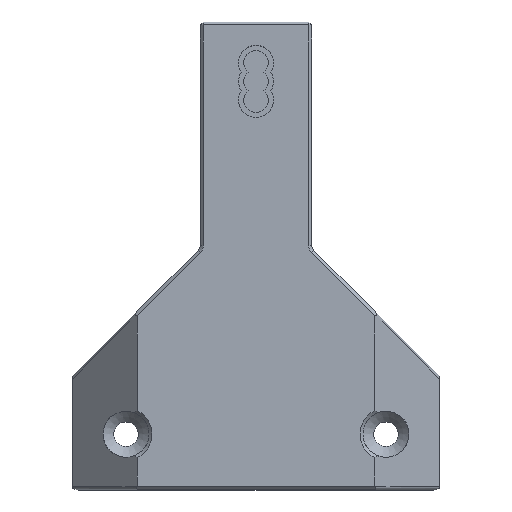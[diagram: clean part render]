
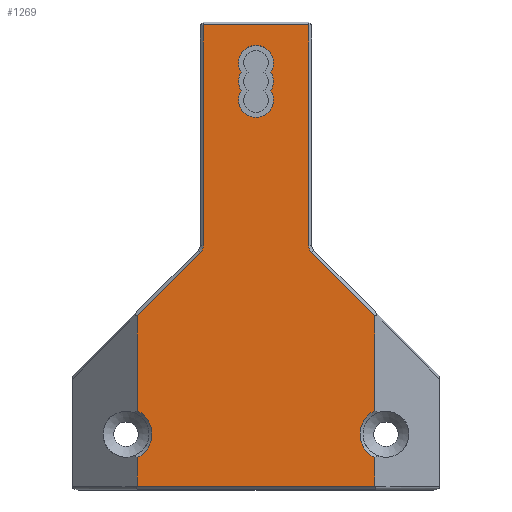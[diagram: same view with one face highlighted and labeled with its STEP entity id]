
A CAD part, top view. The second image highlights one B-rep face of the part: STEP entity #1269.
In plain terms, the highlighted planar face has unit normal (0, 0, 1).
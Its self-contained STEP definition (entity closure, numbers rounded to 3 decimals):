
#17=FACE_BOUND('',#197,.T.);
#59=PLANE('',#1393);
#118=FACE_OUTER_BOUND('',#196,.T.);
#196=EDGE_LOOP('',(#1036,#1037,#1038,#1039,#1040,#1041,#1042,#1043,#1044,
#1045,#1046,#1047,#1048,#1049,#1050,#1051));
#197=EDGE_LOOP('',(#1052,#1053,#1054,#1055));
#248=ELLIPSE('',#1371,0.707,0.5);
#252=ELLIPSE('',#1377,0.707,0.5);
#268=CIRCLE('',#1391,3.5);
#270=CIRCLE('',#1394,3.5);
#271=CIRCLE('',#1395,1.4);
#272=CIRCLE('',#1396,1.4);
#273=CIRCLE('',#1397,2.35);
#274=CIRCLE('',#1398,2.35);
#275=CIRCLE('',#1399,2.35);
#276=CIRCLE('',#1400,2.35);
#353=LINE('',#1998,#477);
#354=LINE('',#2009,#478);
#359=LINE('',#2026,#483);
#364=LINE('',#2036,#488);
#365=LINE('',#2049,#489);
#378=LINE('',#2103,#502);
#379=LINE('',#2106,#503);
#380=LINE('',#2110,#504);
#381=LINE('',#2112,#505);
#382=LINE('',#2114,#506);
#477=VECTOR('',#1592,10.);
#478=VECTOR('',#1595,10.);
#483=VECTOR('',#1610,10.);
#488=VECTOR('',#1617,10.);
#489=VECTOR('',#1622,10.);
#502=VECTOR('',#1687,10.);
#503=VECTOR('',#1690,10.);
#504=VECTOR('',#1693,10.);
#505=VECTOR('',#1694,10.);
#506=VECTOR('',#1695,10.);
#591=VERTEX_POINT('',#1995);
#592=VERTEX_POINT('',#1997);
#594=VERTEX_POINT('',#2004);
#595=VERTEX_POINT('',#2008);
#601=VERTEX_POINT('',#2023);
#602=VERTEX_POINT('',#2025);
#605=VERTEX_POINT('',#2033);
#606=VERTEX_POINT('',#2035);
#610=VERTEX_POINT('',#2045);
#614=VERTEX_POINT('',#2059);
#618=VERTEX_POINT('',#2072);
#626=VERTEX_POINT('',#2105);
#627=VERTEX_POINT('',#2107);
#628=VERTEX_POINT('',#2109);
#629=VERTEX_POINT('',#2111);
#630=VERTEX_POINT('',#2113);
#631=VERTEX_POINT('',#2116);
#632=VERTEX_POINT('',#2117);
#633=VERTEX_POINT('',#2119);
#634=VERTEX_POINT('',#2121);
#726=EDGE_CURVE('',#591,#592,#353,.T.);
#730=EDGE_CURVE('',#594,#595,#354,.T.);
#738=EDGE_CURVE('',#601,#602,#359,.T.);
#743=EDGE_CURVE('',#605,#606,#364,.T.);
#748=EDGE_CURVE('',#610,#601,#365,.T.);
#753=EDGE_CURVE('',#614,#605,#248,.T.);
#760=EDGE_CURVE('',#595,#618,#252,.T.);
#774=EDGE_CURVE('',#606,#610,#268,.T.);
#776=EDGE_CURVE('',#618,#614,#378,.T.);
#777=EDGE_CURVE('',#592,#594,#270,.T.);
#778=EDGE_CURVE('',#626,#591,#379,.T.);
#779=EDGE_CURVE('',#627,#626,#271,.T.);
#780=EDGE_CURVE('',#628,#627,#380,.T.);
#781=EDGE_CURVE('',#629,#628,#381,.T.);
#782=EDGE_CURVE('',#630,#629,#382,.T.);
#783=EDGE_CURVE('',#602,#630,#272,.T.);
#784=EDGE_CURVE('',#631,#632,#273,.T.);
#785=EDGE_CURVE('',#632,#633,#274,.T.);
#786=EDGE_CURVE('',#633,#634,#275,.T.);
#787=EDGE_CURVE('',#634,#631,#276,.T.);
#1036=ORIENTED_EDGE('',*,*,#753,.F.);
#1037=ORIENTED_EDGE('',*,*,#776,.F.);
#1038=ORIENTED_EDGE('',*,*,#760,.F.);
#1039=ORIENTED_EDGE('',*,*,#730,.F.);
#1040=ORIENTED_EDGE('',*,*,#777,.F.);
#1041=ORIENTED_EDGE('',*,*,#726,.F.);
#1042=ORIENTED_EDGE('',*,*,#778,.F.);
#1043=ORIENTED_EDGE('',*,*,#779,.F.);
#1044=ORIENTED_EDGE('',*,*,#780,.F.);
#1045=ORIENTED_EDGE('',*,*,#781,.F.);
#1046=ORIENTED_EDGE('',*,*,#782,.F.);
#1047=ORIENTED_EDGE('',*,*,#783,.F.);
#1048=ORIENTED_EDGE('',*,*,#738,.F.);
#1049=ORIENTED_EDGE('',*,*,#748,.F.);
#1050=ORIENTED_EDGE('',*,*,#774,.F.);
#1051=ORIENTED_EDGE('',*,*,#743,.F.);
#1052=ORIENTED_EDGE('',*,*,#784,.T.);
#1053=ORIENTED_EDGE('',*,*,#785,.T.);
#1054=ORIENTED_EDGE('',*,*,#786,.T.);
#1055=ORIENTED_EDGE('',*,*,#787,.T.);
#1269=ADVANCED_FACE('',(#118,#17),#59,.T.);
#1371=AXIS2_PLACEMENT_3D('',#2060,#1632,#1633);
#1377=AXIS2_PLACEMENT_3D('',#2073,#1647,#1648);
#1391=AXIS2_PLACEMENT_3D('',#2100,#1681,#1682);
#1393=AXIS2_PLACEMENT_3D('',#2102,#1685,#1686);
#1394=AXIS2_PLACEMENT_3D('',#2104,#1688,#1689);
#1395=AXIS2_PLACEMENT_3D('',#2108,#1691,#1692);
#1396=AXIS2_PLACEMENT_3D('',#2115,#1696,#1697);
#1397=AXIS2_PLACEMENT_3D('',#2118,#1698,#1699);
#1398=AXIS2_PLACEMENT_3D('',#2120,#1700,#1701);
#1399=AXIS2_PLACEMENT_3D('',#2122,#1702,#1703);
#1400=AXIS2_PLACEMENT_3D('',#2123,#1704,#1705);
#1592=DIRECTION('',(0.,-1.,0.));
#1595=DIRECTION('',(0.,-1.,0.));
#1610=DIRECTION('',(0.707,0.707,0.));
#1617=DIRECTION('',(0.,1.,0.));
#1622=DIRECTION('',(0.,1.,0.));
#1632=DIRECTION('center_axis',(0.,0.,-1.));
#1633=DIRECTION('ref_axis',(-1.,0.,0.));
#1647=DIRECTION('center_axis',(0.,0.,-1.));
#1648=DIRECTION('ref_axis',(1.,0.,0.));
#1681=DIRECTION('center_axis',(0.,0.,1.));
#1682=DIRECTION('ref_axis',(1.,0.,0.));
#1685=DIRECTION('center_axis',(0.,0.,1.));
#1686=DIRECTION('ref_axis',(1.,0.,0.));
#1687=DIRECTION('',(-1.,0.,0.));
#1688=DIRECTION('center_axis',(0.,0.,1.));
#1689=DIRECTION('ref_axis',(-1.,0.,0.));
#1690=DIRECTION('',(0.707,-0.707,0.));
#1691=DIRECTION('center_axis',(0.,0.,1.));
#1692=DIRECTION('ref_axis',(-0.924,-0.383,0.));
#1693=DIRECTION('',(0.,-1.,0.));
#1694=DIRECTION('',(1.,0.,0.));
#1695=DIRECTION('',(0.,1.,0.));
#1696=DIRECTION('center_axis',(0.,0.,1.));
#1697=DIRECTION('ref_axis',(0.924,-0.383,0.));
#1698=DIRECTION('center_axis',(0.,0.,-1.));
#1699=DIRECTION('ref_axis',(1.,0.,0.));
#1700=DIRECTION('center_axis',(0.,0.,-1.));
#1701=DIRECTION('ref_axis',(1.,0.,0.));
#1702=DIRECTION('center_axis',(0.,0.,-1.));
#1703=DIRECTION('ref_axis',(1.,0.,0.));
#1704=DIRECTION('center_axis',(0.,0.,-1.));
#1705=DIRECTION('ref_axis',(1.,0.,0.));
#1995=CARTESIAN_POINT('',(16.,23.434,9.));
#1997=CARTESIAN_POINT('',(16.,10.662,9.));
#1998=CARTESIAN_POINT('',(16.,15.75,9.));
#2004=CARTESIAN_POINT('',(16.,4.338,9.));
#2008=CARTESIAN_POINT('',(16.,0.5,9.));
#2009=CARTESIAN_POINT('',(16.,15.75,9.));
#2023=CARTESIAN_POINT('',(-16.,23.434,9.));
#2025=CARTESIAN_POINT('',(-7.51,31.924,9.));
#2026=CARTESIAN_POINT('',(-5.592,33.842,9.));
#2033=CARTESIAN_POINT('',(-16.,0.5,9.));
#2035=CARTESIAN_POINT('',(-16.,4.338,9.));
#2036=CARTESIAN_POINT('',(-16.,23.25,9.));
#2045=CARTESIAN_POINT('',(-16.,10.662,9.));
#2049=CARTESIAN_POINT('',(-16.,23.25,9.));
#2059=CARTESIAN_POINT('',(-15.986,0.4,9.));
#2060=CARTESIAN_POINT('Origin',(-15.293,0.5,9.));
#2072=CARTESIAN_POINT('',(15.986,0.4,9.));
#2073=CARTESIAN_POINT('Origin',(15.293,0.5,9.));
#2100=CARTESIAN_POINT('Origin',(-17.5,7.5,9.));
#2102=CARTESIAN_POINT('Origin',(0.,31.5,9.));
#2103=CARTESIAN_POINT('',(-12.5,0.4,9.));
#2104=CARTESIAN_POINT('Origin',(17.5,7.5,9.));
#2105=CARTESIAN_POINT('',(7.51,31.924,9.));
#2106=CARTESIAN_POINT('',(14.342,25.092,9.));
#2107=CARTESIAN_POINT('',(7.1,32.914,9.));
#2108=CARTESIAN_POINT('Origin',(8.5,32.914,9.));
#2109=CARTESIAN_POINT('',(7.1,62.6,9.));
#2110=CARTESIAN_POINT('',(7.1,32.,9.));
#2111=CARTESIAN_POINT('',(-7.1,62.6,9.));
#2112=CARTESIAN_POINT('',(3.75,62.6,9.));
#2113=CARTESIAN_POINT('',(-7.1,32.914,9.));
#2114=CARTESIAN_POINT('',(-7.1,47.25,9.));
#2115=CARTESIAN_POINT('Origin',(-8.5,32.914,9.));
#2116=CARTESIAN_POINT('',(-1.99,53.75,9.));
#2117=CARTESIAN_POINT('',(-1.99,56.25,9.));
#2118=CARTESIAN_POINT('Origin',(0.,55.,9.));
#2119=CARTESIAN_POINT('',(1.99,56.25,9.));
#2120=CARTESIAN_POINT('Origin',(0.,57.5,9.));
#2121=CARTESIAN_POINT('',(1.99,53.75,9.));
#2122=CARTESIAN_POINT('Origin',(0.,55.,9.));
#2123=CARTESIAN_POINT('Origin',(0.,52.5,9.));
